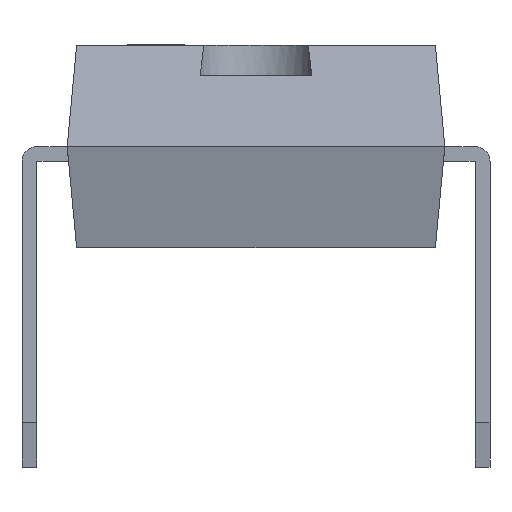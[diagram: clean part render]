
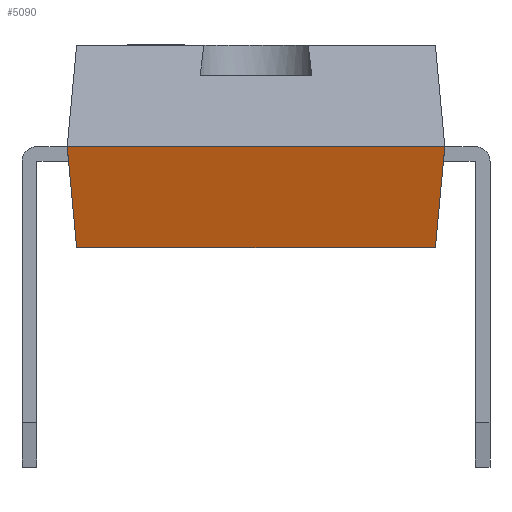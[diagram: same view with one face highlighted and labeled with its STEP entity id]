
A CAD part, front view. The second image highlights one B-rep face of the part: STEP entity #5090.
In plain terms, the highlighted free-form (B-spline) face has degree [1, 1] with [2, 2] control points.
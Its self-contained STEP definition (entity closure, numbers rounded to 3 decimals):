
#1085 = VERTEX_POINT('',#1086);
#1086 = CARTESIAN_POINT('',(-3.175,-9.653,2.21));
#1302 = VERTEX_POINT('',#1303);
#1303 = CARTESIAN_POINT('',(3.175,-9.653,2.21));
#1308 = EDGE_CURVE('',#1085,#1302,#1309,.T.);
#1309 = LINE('',#1310,#1311);
#1310 = CARTESIAN_POINT('',(-3.175,-9.653,2.21));
#1311 = VECTOR('',#1312,1.);
#1312 = DIRECTION('',(1.,0.,0.));
#4802 = EDGE_CURVE('',#1085,#4803,#4805,.T.);
#4803 = VERTEX_POINT('',#4804);
#4804 = CARTESIAN_POINT('',(-3.016,-9.17,0.51));
#4805 = B_SPLINE_CURVE_WITH_KNOTS('',1,(#4806,#4807),.UNSPECIFIED.,.F.,
  .F.,(2,2),(0.,1.),.PIECEWISE_BEZIER_KNOTS.);
#4806 = CARTESIAN_POINT('',(-3.175,-9.653,2.21));
#4807 = CARTESIAN_POINT('',(-3.016,-9.17,0.51));
#5090 = ADVANCED_FACE('',(#5091),#5108,.F.);
#5091 = FACE_BOUND('',#5092,.F.);
#5092 = EDGE_LOOP('',(#5093,#5094,#5101,#5107));
#5093 = ORIENTED_EDGE('',*,*,#1308,.T.);
#5094 = ORIENTED_EDGE('',*,*,#5095,.T.);
#5095 = EDGE_CURVE('',#1302,#5096,#5098,.T.);
#5096 = VERTEX_POINT('',#5097);
#5097 = CARTESIAN_POINT('',(3.016,-9.17,0.51));
#5098 = B_SPLINE_CURVE_WITH_KNOTS('',1,(#5099,#5100),.UNSPECIFIED.,.F.,
  .F.,(2,2),(0.,1.),.PIECEWISE_BEZIER_KNOTS.);
#5099 = CARTESIAN_POINT('',(3.175,-9.653,2.21));
#5100 = CARTESIAN_POINT('',(3.016,-9.17,0.51));
#5101 = ORIENTED_EDGE('',*,*,#5102,.F.);
#5102 = EDGE_CURVE('',#4803,#5096,#5103,.T.);
#5103 = LINE('',#5104,#5105);
#5104 = CARTESIAN_POINT('',(-3.016,-9.17,0.51));
#5105 = VECTOR('',#5106,1.);
#5106 = DIRECTION('',(1.,0.,0.));
#5107 = ORIENTED_EDGE('',*,*,#4802,.F.);
#5108 = B_SPLINE_SURFACE_WITH_KNOTS('',1,1,(
    (#5109,#5110)
    ,(#5111,#5112
    )),.UNSPECIFIED.,.F.,.F.,.F.,(2,2),(2,2),(0.,6.35),(0.,1.),
  .PIECEWISE_BEZIER_KNOTS.);
#5109 = CARTESIAN_POINT('',(-3.175,-9.653,2.21));
#5110 = CARTESIAN_POINT('',(-3.016,-9.17,0.51));
#5111 = CARTESIAN_POINT('',(3.175,-9.653,2.21));
#5112 = CARTESIAN_POINT('',(3.016,-9.17,0.51));
